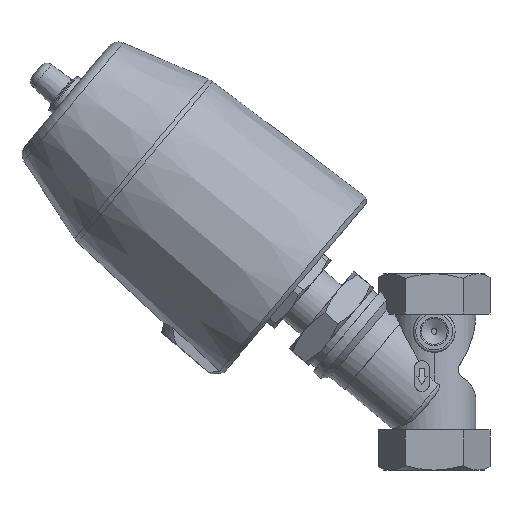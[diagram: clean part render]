
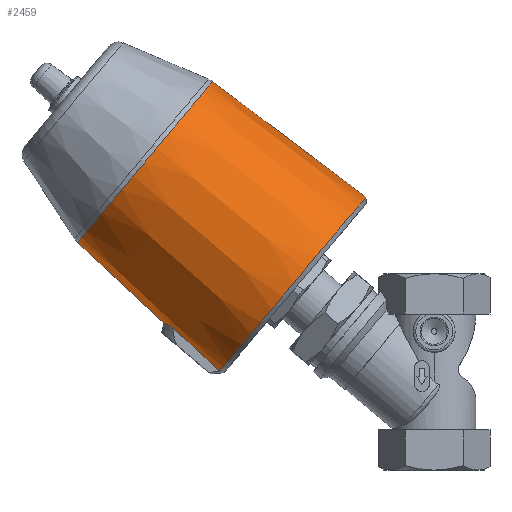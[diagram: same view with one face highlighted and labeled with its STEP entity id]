
A CAD part, left-side view. The second image highlights one B-rep face of the part: STEP entity #2459.
In plain terms, the highlighted conical face has half-angle 3 degrees and reference radius 42.811 mm.
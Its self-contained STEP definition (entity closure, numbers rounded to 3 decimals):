
#54=CONICAL_SURFACE('',#2720,42.811,0.052);
#471=B_SPLINE_CURVE_WITH_KNOTS('',3,(#4134,#4135,#4136,#4137,#4138,#4139,
#4140,#4141,#4142),.UNSPECIFIED.,.F.,.F.,(4,1,1,1,1,1,4),(0.,
0.003,0.006,0.011,0.017,
0.02,0.023),.UNSPECIFIED.);
#473=B_SPLINE_CURVE_WITH_KNOTS('',3,(#4154,#4155,#4156,#4157),
 .UNSPECIFIED.,.F.,.F.,(4,4),(0.001,0.028),
 .UNSPECIFIED.);
#474=B_SPLINE_CURVE_WITH_KNOTS('',3,(#4170,#4171,#4172,#4173),
 .UNSPECIFIED.,.F.,.F.,(4,4),(0.002,0.028),
 .UNSPECIFIED.);
#478=B_SPLINE_CURVE_WITH_KNOTS('',3,(#4225,#4226,#4227,#4228,#4229,#4230,
#4231,#4232,#4233,#4234,#4235,#4236,#4237,#4238,#4239,#4240,#4241,#4242,
#4243,#4244,#4245,#4246,#4247,#4248,#4249,#4250,#4251,#4252,#4253,#4254,
#4255,#4256,#4257,#4258,#4259,#4260,#4261,#4262,#4263,#4264,#4265,#4266,
#4267,#4268,#4269,#4270,#4271,#4272,#4273,#4274,#4275,#4276),
 .UNSPECIFIED.,.F.,.F.,(4,1,1,1,1,1,1,1,1,1,1,1,1,1,1,1,1,1,1,1,1,1,1,1,
1,1,1,1,1,1,1,1,1,1,1,1,1,1,1,1,1,1,1,1,1,1,1,1,1,4),(0.157,
0.166,0.17,0.174,0.183,
0.191,0.2,0.209,0.217,0.221,
0.226,0.23,0.234,0.239,
0.243,0.247,0.251,0.256,
0.26,0.264,0.269,0.277,
0.286,0.294,0.298,0.303,
0.307,0.311,0.32,0.328,
0.337,0.341,0.346,0.35,
0.354,0.358,0.363,0.367,0.371,
0.376,0.38,0.384,0.388,
0.393,0.397,0.401,0.406,
0.414,0.423,0.431),.UNSPECIFIED.);
#761=ORIENTED_EDGE('',*,*,#1380,.T.);
#762=ORIENTED_EDGE('',*,*,#1384,.T.);
#763=ORIENTED_EDGE('',*,*,#1412,.T.);
#764=ORIENTED_EDGE('',*,*,#1391,.F.);
#765=ORIENTED_EDGE('',*,*,#1424,.T.);
#1380=EDGE_CURVE('',#1713,#1715,#471,.T.);
#1384=EDGE_CURVE('',#1715,#1719,#473,.T.);
#1391=EDGE_CURVE('',#1713,#1725,#474,.T.);
#1412=EDGE_CURVE('',#1719,#1725,#478,.T.);
#1424=EDGE_CURVE('',#1746,#1746,#1921,.T.);
#1713=VERTEX_POINT('',#4125);
#1715=VERTEX_POINT('',#4133);
#1719=VERTEX_POINT('',#4153);
#1725=VERTEX_POINT('',#4174);
#1746=VERTEX_POINT('',#4314);
#1921=CIRCLE('',#2719,42.811);
#2030=EDGE_LOOP('',(#761,#762,#763,#764));
#2031=EDGE_LOOP('',(#765));
#2239=FACE_BOUND('',#2030,.T.);
#2240=FACE_BOUND('',#2031,.T.);
#2459=ADVANCED_FACE('',(#2239,#2240),#54,.T.);
#2719=AXIS2_PLACEMENT_3D('',#4313,#3180,#3181);
#2720=AXIS2_PLACEMENT_3D('',#4315,#3182,#3183);
#3180=DIRECTION('',(0.643,-0.766,0.));
#3181=DIRECTION('',(0.766,0.643,0.));
#3182=DIRECTION('',(0.643,-0.766,0.));
#3183=DIRECTION('',(0.766,0.643,0.));
#4125=CARTESIAN_POINT('',(-58.125,106.58,10.));
#4133=CARTESIAN_POINT('',(-58.125,106.58,-10.));
#4134=CARTESIAN_POINT('',(-58.125,106.58,10.));
#4135=CARTESIAN_POINT('',(-58.503,107.19,9.376));
#4136=CARTESIAN_POINT('',(-59.138,108.286,7.991));
#4137=CARTESIAN_POINT('',(-60.029,109.979,4.692));
#4138=CARTESIAN_POINT('',(-60.444,110.876,-0.006));
#4139=CARTESIAN_POINT('',(-60.026,109.973,-4.709));
#4140=CARTESIAN_POINT('',(-59.135,108.28,-7.997));
#4141=CARTESIAN_POINT('',(-58.503,107.19,-9.375));
#4142=CARTESIAN_POINT('',(-58.125,106.58,-10.));
#4153=CARTESIAN_POINT('',(-40.255,87.466,-10.));
#4154=CARTESIAN_POINT('',(-58.125,106.58,-10.));
#4155=CARTESIAN_POINT('',(-52.168,100.208,-10.));
#4156=CARTESIAN_POINT('',(-46.211,93.837,-10.));
#4157=CARTESIAN_POINT('',(-40.255,87.466,-10.));
#4170=CARTESIAN_POINT('',(-58.125,106.58,10.));
#4171=CARTESIAN_POINT('',(-52.168,100.208,10.));
#4172=CARTESIAN_POINT('',(-46.211,93.837,10.));
#4173=CARTESIAN_POINT('',(-40.255,87.466,10.));
#4174=CARTESIAN_POINT('',(-40.255,87.466,10.));
#4225=CARTESIAN_POINT('',(-40.255,87.466,-10.));
#4226=CARTESIAN_POINT('',(-40.725,87.071,-12.81));
#4227=CARTESIAN_POINT('',(-41.715,86.241,-16.886));
#4228=CARTESIAN_POINT('',(-43.587,84.67,-22.045));
#4229=CARTESIAN_POINT('',(-45.847,82.773,-27.022));
#4230=CARTESIAN_POINT('',(-49.231,79.934,-32.577));
#4231=CARTESIAN_POINT('',(-54.258,75.716,-38.287));
#4232=CARTESIAN_POINT('',(-59.885,70.994,-42.622));
#4233=CARTESIAN_POINT('',(-66.143,65.743,-45.607));
#4234=CARTESIAN_POINT('',(-71.505,61.244,-46.789));
#4235=CARTESIAN_POINT('',(-75.936,57.526,-46.966));
#4236=CARTESIAN_POINT('',(-79.208,54.78,-46.7));
#4237=CARTESIAN_POINT('',(-82.44,52.069,-46.052));
#4238=CARTESIAN_POINT('',(-85.635,49.388,-45.016));
#4239=CARTESIAN_POINT('',(-88.767,46.759,-43.589));
#4240=CARTESIAN_POINT('',(-91.743,44.262,-41.818));
#4241=CARTESIAN_POINT('',(-94.585,41.878,-39.705));
#4242=CARTESIAN_POINT('',(-97.301,39.598,-37.229));
#4243=CARTESIAN_POINT('',(-99.819,37.485,-34.45));
#4244=CARTESIAN_POINT('',(-102.113,35.56,-31.409));
#4245=CARTESIAN_POINT('',(-104.192,33.816,-28.104));
#4246=CARTESIAN_POINT('',(-106.676,31.732,-23.312));
#4247=CARTESIAN_POINT('',(-109.082,29.713,-16.937));
#4248=CARTESIAN_POINT('',(-110.892,28.194,-8.589));
#4249=CARTESIAN_POINT('',(-111.394,27.773,-1.427));
#4250=CARTESIAN_POINT('',(-111.189,27.945,4.327));
#4251=CARTESIAN_POINT('',(-110.739,28.323,8.564));
#4252=CARTESIAN_POINT('',(-109.992,28.95,12.754));
#4253=CARTESIAN_POINT('',(-108.594,30.123,18.232));
#4254=CARTESIAN_POINT('',(-106.191,32.139,24.598));
#4255=CARTESIAN_POINT('',(-102.204,35.485,31.574));
#4256=CARTESIAN_POINT('',(-98.215,38.832,36.393));
#4257=CARTESIAN_POINT('',(-94.583,41.879,39.707));
#4258=CARTESIAN_POINT('',(-91.73,44.273,41.827));
#4259=CARTESIAN_POINT('',(-88.754,46.77,43.595));
#4260=CARTESIAN_POINT('',(-85.652,49.373,45.01));
#4261=CARTESIAN_POINT('',(-82.429,52.078,46.056));
#4262=CARTESIAN_POINT('',(-79.193,54.792,46.702));
#4263=CARTESIAN_POINT('',(-75.93,57.531,46.965));
#4264=CARTESIAN_POINT('',(-72.626,60.303,46.836));
#4265=CARTESIAN_POINT('',(-69.345,63.056,46.31));
#4266=CARTESIAN_POINT('',(-66.15,65.737,45.404));
#4267=CARTESIAN_POINT('',(-63.027,68.358,44.126));
#4268=CARTESIAN_POINT('',(-59.962,70.929,42.453));
#4269=CARTESIAN_POINT('',(-57.06,73.365,40.441));
#4270=CARTESIAN_POINT('',(-54.324,75.661,38.105));
#4271=CARTESIAN_POINT('',(-51.749,77.821,35.445));
#4272=CARTESIAN_POINT('',(-48.545,80.509,31.451));
#4273=CARTESIAN_POINT('',(-45.162,83.348,25.897));
#4274=CARTESIAN_POINT('',(-42.03,85.976,18.217));
#4275=CARTESIAN_POINT('',(-40.722,87.074,12.794));
#4276=CARTESIAN_POINT('',(-40.255,87.466,10.));
#4313=CARTESIAN_POINT('',(-125.577,117.854,0.));
#4314=CARTESIAN_POINT('',(-92.782,145.373,0.));
#4315=CARTESIAN_POINT('',(-125.577,117.854,0.));
